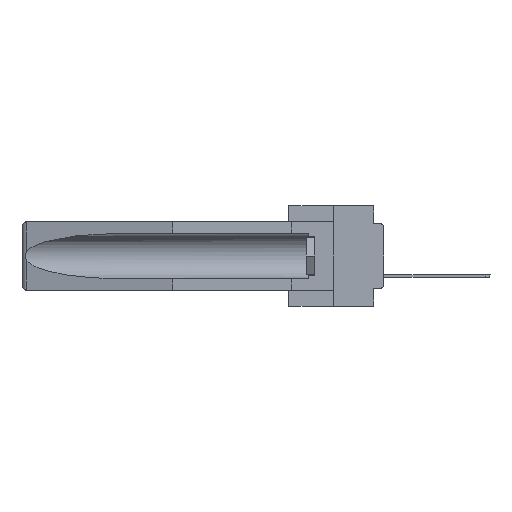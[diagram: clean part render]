
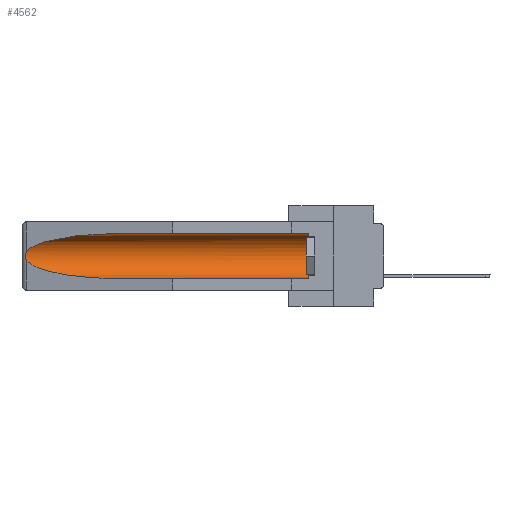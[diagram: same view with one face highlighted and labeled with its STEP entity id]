
A CAD part, left-side view. The second image highlights one B-rep face of the part: STEP entity #4562.
In plain terms, the highlighted cylindrical face has radius 2.857 mm (diameter 5.715 mm), a partial arc.
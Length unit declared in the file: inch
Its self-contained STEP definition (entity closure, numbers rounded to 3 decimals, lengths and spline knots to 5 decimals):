
#147 = VERTEX_POINT ( 'NONE', #19150 ) ;
#272 = CARTESIAN_POINT ( 'NONE',  ( 0.21114, 1.30732, -0.059 ) ) ;
#891 = EDGE_CURVE ( 'NONE', #28351, #17443, #19319, .T. ) ;
#1032 = CARTESIAN_POINT ( 'NONE',  ( 0.26597, 1.5296, -0.19026 ) ) ;
#1642 = VECTOR ( 'NONE', #13292, 39.37008 ) ;
#1809 = CARTESIAN_POINT ( 'NONE',  ( 0.155, -0.30754, -0.284 ) ) ;
#1933 = CARTESIAN_POINT ( 'NONE',  ( 0.26537, 1.52718, -0.19328 ) ) ;
#2180 = VERTEX_POINT ( 'NONE', #18239 ) ;
#2201 = CYLINDRICAL_SURFACE ( 'NONE', #15091, 0.1125 ) ;
#2455 = DIRECTION ( 'NONE',  ( 0., 1., 0. ) ) ;
#2467 = CARTESIAN_POINT ( 'NONE',  ( 0.25451, 1.48313, -0.24835 ) ) ;
#3283 = ORIENTED_EDGE ( 'NONE', *, *, #24196, .T. ) ;
#3449 = CARTESIAN_POINT ( 'NONE',  ( 0.26654, 1.53092, -0.15636 ) ) ;
#4475 = ORIENTED_EDGE ( 'NONE', *, *, #28851, .T. ) ;
#4562 = ADVANCED_FACE ( 'NONE', ( #26152 ), #2201, .F. ) ;
#5537 = CARTESIAN_POINT ( 'NONE',  ( 0.2673, 1.53269, -0.17917 ) ) ;
#5729 = CARTESIAN_POINT ( 'NONE',  ( 0.26655, 1.53094, -0.18657 ) ) ;
#6453 =( BOUNDED_CURVE ( )  B_SPLINE_CURVE ( 3, ( #11382, #272, #22891, #27562 ),
 .UNSPECIFIED., .F., .F. ) 
 B_SPLINE_CURVE_WITH_KNOTS ( ( 4, 4 ),
 ( 4.71239, 6.08839 ),
 .UNSPECIFIED. ) 
 CURVE ( )  GEOMETRIC_REPRESENTATION_ITEM ( )  RATIONAL_B_SPLINE_CURVE ( ( 1., 0.848, 0.848, 1. ) ) 
 REPRESENTATION_ITEM ( '' )  );
#6830 = B_SPLINE_CURVE_WITH_KNOTS ( 'NONE', 3,
 ( #8018, #24230, #3449, #28432, #23829, #10540, #5537, #5729, #1032, #21753 ),
 .UNSPECIFIED., .F., .F.,
 ( 4, 2, 2, 2, 4 ),
 ( 0., 0.00029, 0.00058, 0.00087, 0.00117 ),
 .UNSPECIFIED. ) ;
#7027 = ORIENTED_EDGE ( 'NONE', *, *, #20335, .F. ) ;
#7109 = CARTESIAN_POINT ( 'NONE',  ( 0.155, -0.30754, -0.059 ) ) ;
#7269 = CARTESIAN_POINT ( 'NONE',  ( 0.155, 1.07973, -0.059 ) ) ;
#8018 = CARTESIAN_POINT ( 'NONE',  ( 0.26537, 1.52718, -0.14972 ) ) ;
#9050 = CARTESIAN_POINT ( 'NONE',  ( 0.155, -0.30754, -0.1715 ) ) ;
#9341 = CARTESIAN_POINT ( 'NONE',  ( 0.155, 1.07973, -0.284 ) ) ;
#10205 = LINE ( 'NONE', #1809, #1642 ) ;
#10480 = VECTOR ( 'NONE', #20756, 39.37008 ) ;
#10540 = CARTESIAN_POINT ( 'NONE',  ( 0.2675, 1.53308, -0.17534 ) ) ;
#10697 = ORIENTED_EDGE ( 'NONE', *, *, #22260, .T. ) ;
#11382 = CARTESIAN_POINT ( 'NONE',  ( 0.155, 1.07973, -0.059 ) ) ;
#12572 = CIRCLE ( 'NONE', #16528, 0.1125 ) ;
#12990 = DIRECTION ( 'NONE',  ( 0., 0., 1. ) ) ;
#13292 = DIRECTION ( 'NONE',  ( 0., 1., 0. ) ) ;
#14305 = ORIENTED_EDGE ( 'NONE', *, *, #27899, .T. ) ;
#14987 = CARTESIAN_POINT ( 'NONE',  ( 0.155, 0.126, -0.1715 ) ) ;
#15091 = AXIS2_PLACEMENT_3D ( 'NONE', #9050, #2455, #29564 ) ;
#16528 = AXIS2_PLACEMENT_3D ( 'NONE', #14987, #24276, #12990 ) ;
#16944 = ORIENTED_EDGE ( 'NONE', *, *, #891, .T. ) ;
#17443 = VERTEX_POINT ( 'NONE', #18709 ) ;
#18239 = CARTESIAN_POINT ( 'NONE',  ( 0.155, 0.126, -0.284 ) ) ;
#18709 = CARTESIAN_POINT ( 'NONE',  ( 0.155, 1.07973, -0.284 ) ) ;
#18732 = CARTESIAN_POINT ( 'NONE',  ( 0.26537, 1.52718, -0.14972 ) ) ;
#19150 = CARTESIAN_POINT ( 'NONE',  ( 0.155, 0.126, -0.059 ) ) ;
#19319 =( BOUNDED_CURVE ( )  B_SPLINE_CURVE ( 3, ( #21158, #2467, #20873, #9341 ),
 .UNSPECIFIED., .F., .F. ) 
 B_SPLINE_CURVE_WITH_KNOTS ( ( 4, 4 ),
 ( 0.1948, 1.5708 ),
 .UNSPECIFIED. ) 
 CURVE ( )  GEOMETRIC_REPRESENTATION_ITEM ( )  RATIONAL_B_SPLINE_CURVE ( ( 1., 0.848, 0.848, 1. ) ) 
 REPRESENTATION_ITEM ( '' )  );
#20335 = EDGE_CURVE ( 'NONE', #2180, #17443, #10205, .T. ) ;
#20756 = DIRECTION ( 'NONE',  ( 0., 1., 0. ) ) ;
#20873 = CARTESIAN_POINT ( 'NONE',  ( 0.21114, 1.30732, -0.284 ) ) ;
#21158 = CARTESIAN_POINT ( 'NONE',  ( 0.26537, 1.52718, -0.19328 ) ) ;
#21753 = CARTESIAN_POINT ( 'NONE',  ( 0.26537, 1.52718, -0.19328 ) ) ;
#22260 = EDGE_CURVE ( 'NONE', #28536, #22880, #6453, .T. ) ;
#22672 = LINE ( 'NONE', #7109, #10480 ) ;
#22880 = VERTEX_POINT ( 'NONE', #18732 ) ;
#22891 = CARTESIAN_POINT ( 'NONE',  ( 0.25451, 1.48313, -0.09465 ) ) ;
#23729 = EDGE_LOOP ( 'NONE', ( #10697, #3283, #16944, #7027, #4475, #14305 ) ) ;
#23829 = CARTESIAN_POINT ( 'NONE',  ( 0.2675, 1.53308, -0.16763 ) ) ;
#24196 = EDGE_CURVE ( 'NONE', #22880, #28351, #6830, .T. ) ;
#24230 = CARTESIAN_POINT ( 'NONE',  ( 0.26597, 1.52961, -0.15275 ) ) ;
#24276 = DIRECTION ( 'NONE',  ( 0., -1., 0. ) ) ;
#26152 = FACE_OUTER_BOUND ( 'NONE', #23729, .T. ) ;
#27562 = CARTESIAN_POINT ( 'NONE',  ( 0.26537, 1.52718, -0.14972 ) ) ;
#27899 = EDGE_CURVE ( 'NONE', #147, #28536, #22672, .T. ) ;
#28351 = VERTEX_POINT ( 'NONE', #1933 ) ;
#28432 = CARTESIAN_POINT ( 'NONE',  ( 0.2673, 1.5327, -0.16383 ) ) ;
#28536 = VERTEX_POINT ( 'NONE', #7269 ) ;
#28851 = EDGE_CURVE ( 'NONE', #2180, #147, #12572, .T. ) ;
#29564 = DIRECTION ( 'NONE',  ( 0., 0., 1. ) ) ;
